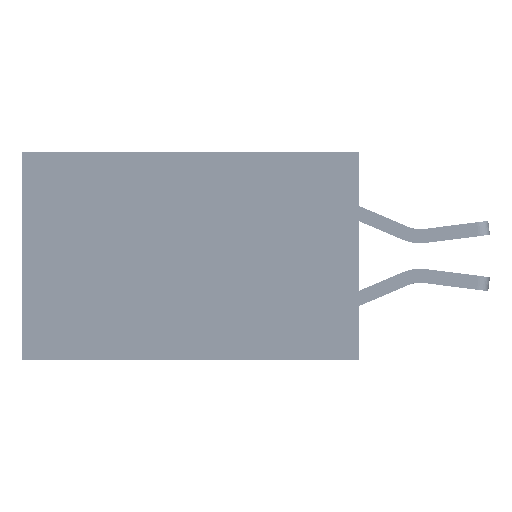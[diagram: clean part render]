
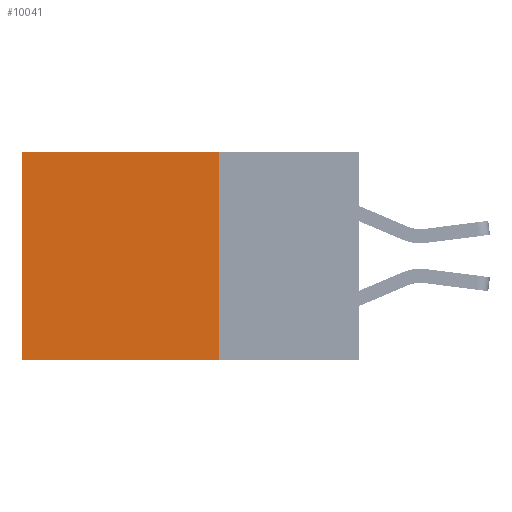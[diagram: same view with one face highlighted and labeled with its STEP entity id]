
A CAD part, left-side view. The second image highlights one B-rep face of the part: STEP entity #10041.
In plain terms, the highlighted planar face has unit normal (-1, 0, 0).
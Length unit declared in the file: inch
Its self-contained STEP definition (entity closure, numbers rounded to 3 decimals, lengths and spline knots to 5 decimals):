
#1929 = CARTESIAN_POINT ( 'NONE',  ( 0.2875, 0.25, 0. ) ) ;
#2416 = DIRECTION ( 'NONE',  ( 0., 1., 0. ) ) ;
#3882 = CARTESIAN_POINT ( 'NONE',  ( 0.2875, 0.25, 0. ) ) ;
#4695 = ORIENTED_EDGE ( 'NONE', *, *, #47334, .T. ) ;
#4869 = CARTESIAN_POINT ( 'NONE',  ( 0.2875, 0.6, -0.37 ) ) ;
#5395 = LINE ( 'NONE', #20181, #47723 ) ;
#6071 = VERTEX_POINT ( 'NONE', #16935 ) ;
#8580 = AXIS2_PLACEMENT_3D ( 'NONE', #1929, #23886, #24619 ) ;
#10041 = ADVANCED_FACE ( 'NONE', ( #38669 ), #35939, .F. ) ;
#12774 = DIRECTION ( 'NONE',  ( 0., 0., -1. ) ) ;
#15223 = DIRECTION ( 'NONE',  ( 0., 0., -1. ) ) ;
#16091 = DIRECTION ( 'NONE',  ( 0., 1., 0. ) ) ;
#16935 = CARTESIAN_POINT ( 'NONE',  ( 0.2875, 0.25, 0. ) ) ;
#18849 = EDGE_CURVE ( 'NONE', #19049, #33406, #5395, .T. ) ;
#19049 = VERTEX_POINT ( 'NONE', #33231 ) ;
#19128 = EDGE_CURVE ( 'NONE', #6071, #19049, #19154, .T. ) ;
#19154 = LINE ( 'NONE', #3882, #21798 ) ;
#19275 = CARTESIAN_POINT ( 'NONE',  ( 0.2875, 0.6, 0. ) ) ;
#19504 = VERTEX_POINT ( 'NONE', #19275 ) ;
#19720 = VECTOR ( 'NONE', #16091, 39.37008 ) ;
#20181 = CARTESIAN_POINT ( 'NONE',  ( 0.2875, 0.25, -0.37 ) ) ;
#21169 = ORIENTED_EDGE ( 'NONE', *, *, #34744, .T. ) ;
#21798 = VECTOR ( 'NONE', #15223, 39.37008 ) ;
#23862 = CARTESIAN_POINT ( 'NONE',  ( 0.2875, 0.6, 0. ) ) ;
#23886 = DIRECTION ( 'NONE',  ( 1., 0., 0. ) ) ;
#23987 = VECTOR ( 'NONE', #12774, 39.37008 ) ;
#24595 = LINE ( 'NONE', #23862, #23987 ) ;
#24619 = DIRECTION ( 'NONE',  ( 0., 0., -1. ) ) ;
#32610 = ORIENTED_EDGE ( 'NONE', *, *, #18849, .F. ) ;
#33231 = CARTESIAN_POINT ( 'NONE',  ( 0.2875, 0.25, -0.37 ) ) ;
#33406 = VERTEX_POINT ( 'NONE', #4869 ) ;
#34744 = EDGE_CURVE ( 'NONE', #19504, #33406, #24595, .T. ) ;
#35939 = PLANE ( 'NONE',  #8580 ) ;
#38669 = FACE_OUTER_BOUND ( 'NONE', #44920, .T. ) ;
#39830 = ORIENTED_EDGE ( 'NONE', *, *, #19128, .F. ) ;
#42220 = CARTESIAN_POINT ( 'NONE',  ( 0.2875, 0.25, 0. ) ) ;
#42710 = LINE ( 'NONE', #42220, #19720 ) ;
#44920 = EDGE_LOOP ( 'NONE', ( #21169, #32610, #39830, #4695 ) ) ;
#47334 = EDGE_CURVE ( 'NONE', #6071, #19504, #42710, .T. ) ;
#47723 = VECTOR ( 'NONE', #2416, 39.37008 ) ;
